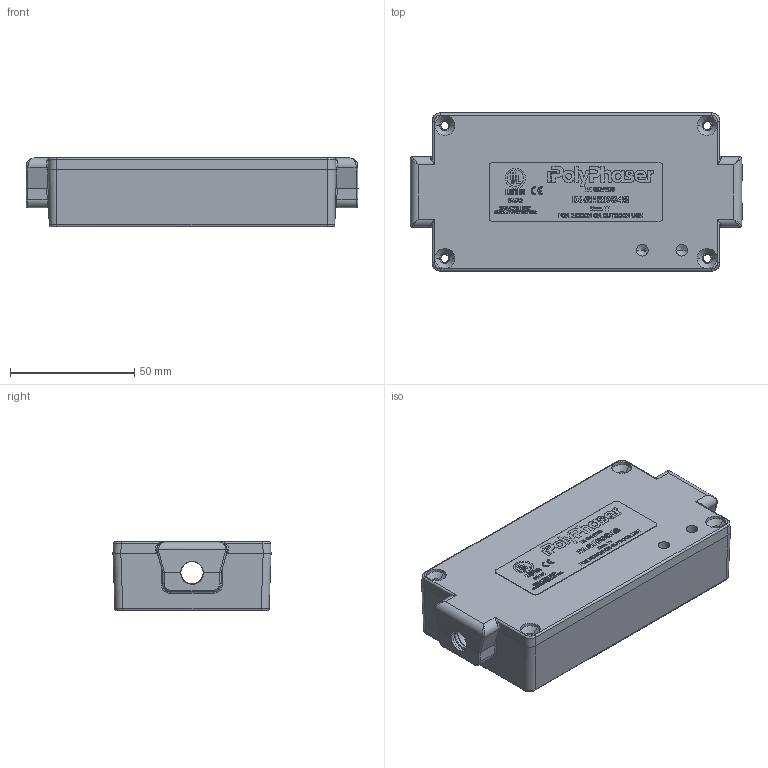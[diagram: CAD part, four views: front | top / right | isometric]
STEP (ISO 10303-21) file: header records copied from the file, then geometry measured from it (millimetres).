
FILE_DESCRIPTION (( 'STEP AP214' ), '1' );
FILE_NAME ('IX-2H2DC48.STEP', '2019-07-30T16:10:51', ( '' ), ( '' ), 'SwSTEP 2.0', 'SolidWorks 2019', '' );
FILE_SCHEMA (( 'AUTOMOTIVE_DESIGN' ));
Length unit declared in the file: inch
Products named in the file (14): 5331-0012; 7020-2611; 7040-0109; 7020-3018; 5331-0013-01; 5331-0013; IX-2H2DC48; 5331-0012-01; 9500-0041
Assembly tree (8 placements, depth 4):
  5331-0012
  7020-2611
  7020-3018
  7040-0109
  IX-2H2DC48
    9500-0041
      5331-0013-01
        5331-0013
      7040-0109
    5331-0012-01
      5331-0012
    7020-3018
    7020-2611
Bounding box: 133.35 x 63.5 x 27.9 mm (x, y, z)
Volume: 85637.5 mm3; surface area: 65178.3 mm2
Topology: 5 solids, 5 shells, 5703 faces, 15543 edges, 10233 vertices
Faces by surface type: plane 4376, bspline 887, cylinder 400, cone 40
Entity records: 245548 total; most frequent: CARTESIAN_POINT 85757, ORIENTED_EDGE 31010, DIRECTION 24020, EDGE_CURVE 15505, VECTOR 12928, LINE 12928, VERTEX_POINT 10233, EDGE_LOOP 6146
